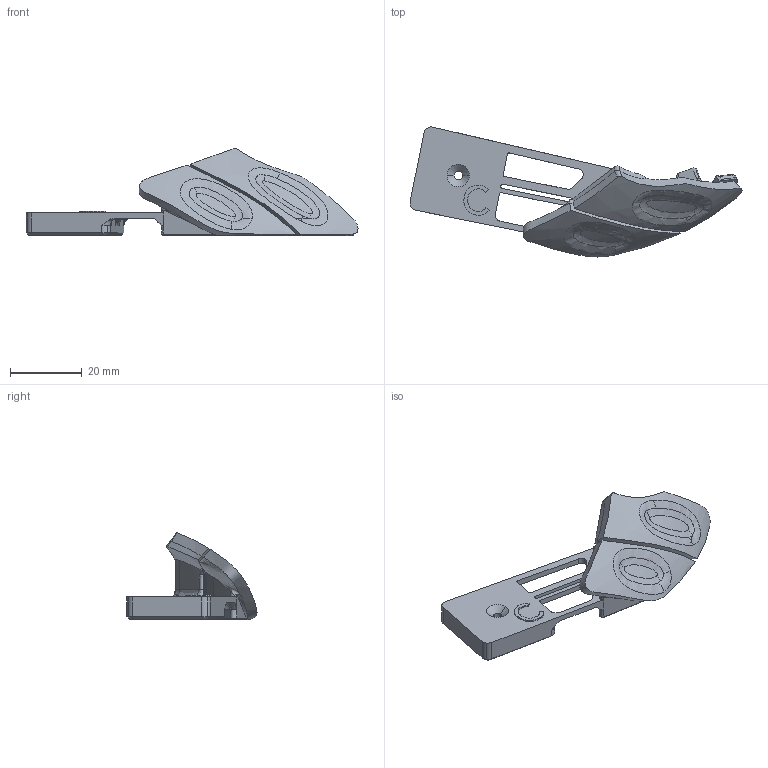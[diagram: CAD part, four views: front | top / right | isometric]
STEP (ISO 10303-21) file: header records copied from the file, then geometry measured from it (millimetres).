
FILE_DESCRIPTION (( 'STEP AP203' ), '1' );
FILE_NAME ('', '', ( '' ), ( '' ), '', '', '' );
FILE_SCHEMA (( 'CONFIG_CONTROL_DESIGN' ));
Length unit declared in the file: millimetre
Products named in the file (1): Secondary Buttons-REVC
Bounding box: 92.79 x 36.34 x 24.35 mm (x, y, z)
Volume: 12221.2 mm3; surface area: 6389.3 mm2
Topology: 1 solids, 1 shells, 292 faces, 863 edges, 570 vertices
Faces by surface type: bspline 154, cylinder 62, plane 45, cone 27, torus 4
Entity records: 45418 total; most frequent: CARTESIAN_POINT 38941, ORIENTED_EDGE 1722, EDGE_CURVE 861, DIRECTION 734, VERTEX_POINT 570, B_SPLINE_CURVE_WITH_KNOTS 501, EDGE_LOOP 299, FACE_OUTER_BOUND 292
